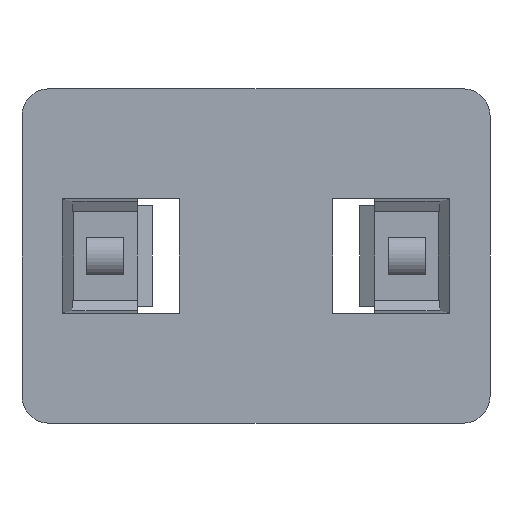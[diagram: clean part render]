
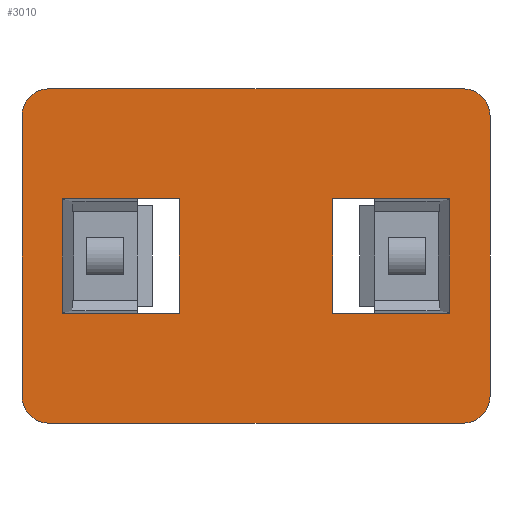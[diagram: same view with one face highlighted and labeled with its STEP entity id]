
A CAD part, front view. The second image highlights one B-rep face of the part: STEP entity #3010.
In plain terms, the highlighted planar face has unit normal (0, -1, 0).
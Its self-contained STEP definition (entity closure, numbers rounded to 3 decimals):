
#17 = DIRECTION ( 'NONE',  ( -1., 0., 0. ) ) ;
#50 = CARTESIAN_POINT ( 'NONE',  ( 140., 0., 0. ) ) ;
#68 = DIRECTION ( 'NONE',  ( 0., 0., 1. ) ) ;
#77 = CARTESIAN_POINT ( 'NONE',  ( 3.608, 0., 0. ) ) ;
#80 = CARTESIAN_POINT ( 'NONE',  ( 140., 0., 0. ) ) ;
#132 = VECTOR ( 'NONE', #975, 1000. ) ;
#137 = VECTOR ( 'NONE', #2247, 1000. ) ;
#146 = VERTEX_POINT ( 'NONE', #2461 ) ;
#154 = VERTEX_POINT ( 'NONE', #2655 ) ;
#163 = LINE ( 'NONE', #80, #1172 ) ;
#176 = ORIENTED_EDGE ( 'NONE', *, *, #3290, .T. ) ;
#195 = CARTESIAN_POINT ( 'NONE',  ( 12., 0., 67.125 ) ) ;
#216 = VECTOR ( 'NONE', #2146, 1000. ) ;
#223 = AXIS2_PLACEMENT_3D ( 'NONE', #1474, #1475, #1478 ) ;
#295 = AXIS2_PLACEMENT_3D ( 'NONE', #1976, #1139, #1702 ) ;
#315 = EDGE_CURVE ( 'NONE', #2561, #146, #1098, .T. ) ;
#336 = DIRECTION ( 'NONE',  ( 0., -1., 0. ) ) ;
#394 = CARTESIAN_POINT ( 'NONE',  ( 47.1, 0., 67.125 ) ) ;
#397 = EDGE_CURVE ( 'NONE', #501, #1768, #1268, .T. ) ;
#489 = ORIENTED_EDGE ( 'NONE', *, *, #315, .T. ) ;
#501 = VERTEX_POINT ( 'NONE', #3019 ) ;
#510 = CARTESIAN_POINT ( 'NONE',  ( 35., 0., 67.125 ) ) ;
#514 = VERTEX_POINT ( 'NONE', #3013 ) ;
#550 = DIRECTION ( 'NONE',  ( 1., 0., 0. ) ) ;
#583 = PLANE ( 'NONE',  #1264 ) ;
#596 = LINE ( 'NONE', #510, #988 ) ;
#602 = VERTEX_POINT ( 'NONE', #3131 ) ;
#612 = FACE_OUTER_BOUND ( 'NONE', #2124, .T. ) ;
#645 = VERTEX_POINT ( 'NONE', #3176 ) ;
#807 = VECTOR ( 'NONE', #2230, 1000. ) ;
#821 = CIRCLE ( 'NONE', #223, 8. ) ;
#866 = LINE ( 'NONE', #1364, #2982 ) ;
#870 = CARTESIAN_POINT ( 'NONE',  ( 92.9, 0., 67.125 ) ) ;
#879 = ORIENTED_EDGE ( 'NONE', *, *, #2165, .F. ) ;
#890 = EDGE_CURVE ( 'NONE', #514, #1850, #821, .T. ) ;
#923 = ORIENTED_EDGE ( 'NONE', *, *, #1049, .T. ) ;
#930 = DIRECTION ( 'NONE',  ( 0., 1., 0. ) ) ;
#948 = VECTOR ( 'NONE', #17, 1000. ) ;
#960 = CARTESIAN_POINT ( 'NONE',  ( 0., 0., 8. ) ) ;
#975 = DIRECTION ( 'NONE',  ( 0., 0., -1. ) ) ;
#988 = VECTOR ( 'NONE', #550, 1000. ) ;
#997 = LINE ( 'NONE', #50, #948 ) ;
#1040 = FACE_BOUND ( 'NONE', #3217, .T. ) ;
#1049 = EDGE_CURVE ( 'NONE', #154, #2351, #1990, .T. ) ;
#1069 = VERTEX_POINT ( 'NONE', #960 ) ;
#1078 = CARTESIAN_POINT ( 'NONE',  ( 128., 0., 32.875 ) ) ;
#1098 = LINE ( 'NONE', #2721, #1756 ) ;
#1139 = DIRECTION ( 'NONE',  ( 0., 1., 0. ) ) ;
#1148 = EDGE_CURVE ( 'NONE', #1768, #2088, #866, .T. ) ;
#1156 = ORIENTED_EDGE ( 'NONE', *, *, #890, .F. ) ;
#1172 = VECTOR ( 'NONE', #68, 1000. ) ;
#1199 = ORIENTED_EDGE ( 'NONE', *, *, #3276, .T. ) ;
#1211 = CARTESIAN_POINT ( 'NONE',  ( 12., 0., 65. ) ) ;
#1232 = VERTEX_POINT ( 'NONE', #870 ) ;
#1252 = LINE ( 'NONE', #1511, #132 ) ;
#1264 = AXIS2_PLACEMENT_3D ( 'NONE', #77, #336, #2500 ) ;
#1268 = CIRCLE ( 'NONE', #2854, 8. ) ;
#1272 = DIRECTION ( 'NONE',  ( -1., 0., 0. ) ) ;
#1314 = ORIENTED_EDGE ( 'NONE', *, *, #2670, .T. ) ;
#1364 = CARTESIAN_POINT ( 'NONE',  ( 0., 0., 100. ) ) ;
#1401 = EDGE_CURVE ( 'NONE', #2351, #1483, #596, .T. ) ;
#1434 = LINE ( 'NONE', #2259, #137 ) ;
#1474 = CARTESIAN_POINT ( 'NONE',  ( 132., 0., 8. ) ) ;
#1475 = DIRECTION ( 'NONE',  ( 0., 1., 0. ) ) ;
#1478 = DIRECTION ( 'NONE',  ( 0., 0., 1. ) ) ;
#1483 = VERTEX_POINT ( 'NONE', #394 ) ;
#1501 = DIRECTION ( 'NONE',  ( 0., 0., 1. ) ) ;
#1510 = VECTOR ( 'NONE', #1272, 1000. ) ;
#1511 = CARTESIAN_POINT ( 'NONE',  ( 47.1, 0., 100. ) ) ;
#1538 = ORIENTED_EDGE ( 'NONE', *, *, #2507, .F. ) ;
#1540 = DIRECTION ( 'NONE',  ( 1., 0., 0. ) ) ;
#1544 = EDGE_LOOP ( 'NONE', ( #2280, #923, #1594, #1314 ) ) ;
#1594 = ORIENTED_EDGE ( 'NONE', *, *, #1401, .T. ) ;
#1598 = LINE ( 'NONE', #2159, #216 ) ;
#1637 = CIRCLE ( 'NONE', #295, 8. ) ;
#1662 = EDGE_CURVE ( 'NONE', #514, #2346, #163, .T. ) ;
#1684 = EDGE_CURVE ( 'NONE', #1850, #2383, #997, .T. ) ;
#1686 = CARTESIAN_POINT ( 'NONE',  ( 8., 0., 100. ) ) ;
#1702 = DIRECTION ( 'NONE',  ( 0., 0., 1. ) ) ;
#1735 = ORIENTED_EDGE ( 'NONE', *, *, #3268, .T. ) ;
#1756 = VECTOR ( 'NONE', #1983, 1000. ) ;
#1768 = VERTEX_POINT ( 'NONE', #1686 ) ;
#1786 = CARTESIAN_POINT ( 'NONE',  ( 132., 0., 92. ) ) ;
#1800 = DIRECTION ( 'NONE',  ( 0., 0., 1. ) ) ;
#1815 = DIRECTION ( 'NONE',  ( 0., 1., 0. ) ) ;
#1850 = VERTEX_POINT ( 'NONE', #2410 ) ;
#1856 = AXIS2_PLACEMENT_3D ( 'NONE', #1786, #930, #2593 ) ;
#1884 = VECTOR ( 'NONE', #2024, 1000. ) ;
#1955 = CARTESIAN_POINT ( 'NONE',  ( 35., 0., 32.875 ) ) ;
#1976 = CARTESIAN_POINT ( 'NONE',  ( 8., 0., 8. ) ) ;
#1983 = DIRECTION ( 'NONE',  ( -1., 0., 0. ) ) ;
#1990 = LINE ( 'NONE', #1211, #2899 ) ;
#2016 = CARTESIAN_POINT ( 'NONE',  ( 105., 0., 67.125 ) ) ;
#2024 = DIRECTION ( 'NONE',  ( 1., 0., 0. ) ) ;
#2088 = VERTEX_POINT ( 'NONE', #2578 ) ;
#2101 = LINE ( 'NONE', #2016, #1510 ) ;
#2115 = LINE ( 'NONE', #2227, #807 ) ;
#2124 = EDGE_LOOP ( 'NONE', ( #2653, #879, #3105, #3117, #176, #1538, #2652, #1156 ) ) ;
#2146 = DIRECTION ( 'NONE',  ( 0., 0., -1. ) ) ;
#2159 = CARTESIAN_POINT ( 'NONE',  ( 0., 0., 0. ) ) ;
#2165 = EDGE_CURVE ( 'NONE', #2088, #2346, #2986, .T. ) ;
#2227 = CARTESIAN_POINT ( 'NONE',  ( 92.9, 0., 100. ) ) ;
#2230 = DIRECTION ( 'NONE',  ( 0., 0., 1. ) ) ;
#2247 = DIRECTION ( 'NONE',  ( 0., 0., -1. ) ) ;
#2259 = CARTESIAN_POINT ( 'NONE',  ( 128., 0., 35. ) ) ;
#2280 = ORIENTED_EDGE ( 'NONE', *, *, #3359, .F. ) ;
#2304 = ORIENTED_EDGE ( 'NONE', *, *, #2374, .F. ) ;
#2346 = VERTEX_POINT ( 'NONE', #2388 ) ;
#2351 = VERTEX_POINT ( 'NONE', #195 ) ;
#2374 = EDGE_CURVE ( 'NONE', #645, #1232, #2101, .T. ) ;
#2383 = VERTEX_POINT ( 'NONE', #3052 ) ;
#2388 = CARTESIAN_POINT ( 'NONE',  ( 140., 0., 92. ) ) ;
#2410 = CARTESIAN_POINT ( 'NONE',  ( 132., 0., 0. ) ) ;
#2461 = CARTESIAN_POINT ( 'NONE',  ( 92.9, 0., 32.875 ) ) ;
#2500 = DIRECTION ( 'NONE',  ( 0., 0., -1. ) ) ;
#2507 = EDGE_CURVE ( 'NONE', #2383, #1069, #1637, .T. ) ;
#2561 = VERTEX_POINT ( 'NONE', #1078 ) ;
#2578 = CARTESIAN_POINT ( 'NONE',  ( 132., 0., 100. ) ) ;
#2593 = DIRECTION ( 'NONE',  ( 0., 0., 1. ) ) ;
#2625 = LINE ( 'NONE', #1955, #1884 ) ;
#2652 = ORIENTED_EDGE ( 'NONE', *, *, #1684, .F. ) ;
#2653 = ORIENTED_EDGE ( 'NONE', *, *, #1662, .T. ) ;
#2655 = CARTESIAN_POINT ( 'NONE',  ( 12., 0., 32.875 ) ) ;
#2670 = EDGE_CURVE ( 'NONE', #1483, #602, #1252, .T. ) ;
#2721 = CARTESIAN_POINT ( 'NONE',  ( 105., 0., 32.875 ) ) ;
#2854 = AXIS2_PLACEMENT_3D ( 'NONE', #2878, #1815, #1800 ) ;
#2878 = CARTESIAN_POINT ( 'NONE',  ( 8., 0., 92. ) ) ;
#2899 = VECTOR ( 'NONE', #1501, 1000. ) ;
#2982 = VECTOR ( 'NONE', #1540, 1000. ) ;
#2986 = CIRCLE ( 'NONE', #1856, 8. ) ;
#3010 = ADVANCED_FACE ( 'NONE', ( #1040, #3456, #612 ), #583, .T. ) ;
#3013 = CARTESIAN_POINT ( 'NONE',  ( 140., 0., 8. ) ) ;
#3019 = CARTESIAN_POINT ( 'NONE',  ( 0., 0., 92. ) ) ;
#3052 = CARTESIAN_POINT ( 'NONE',  ( 8., 0., 0. ) ) ;
#3105 = ORIENTED_EDGE ( 'NONE', *, *, #1148, .F. ) ;
#3117 = ORIENTED_EDGE ( 'NONE', *, *, #397, .F. ) ;
#3131 = CARTESIAN_POINT ( 'NONE',  ( 47.1, 0., 32.875 ) ) ;
#3176 = CARTESIAN_POINT ( 'NONE',  ( 128., 0., 67.125 ) ) ;
#3217 = EDGE_LOOP ( 'NONE', ( #2304, #1735, #489, #1199 ) ) ;
#3268 = EDGE_CURVE ( 'NONE', #645, #2561, #1434, .T. ) ;
#3276 = EDGE_CURVE ( 'NONE', #146, #1232, #2115, .T. ) ;
#3290 = EDGE_CURVE ( 'NONE', #501, #1069, #1598, .T. ) ;
#3359 = EDGE_CURVE ( 'NONE', #154, #602, #2625, .T. ) ;
#3456 = FACE_BOUND ( 'NONE', #1544, .T. ) ;
